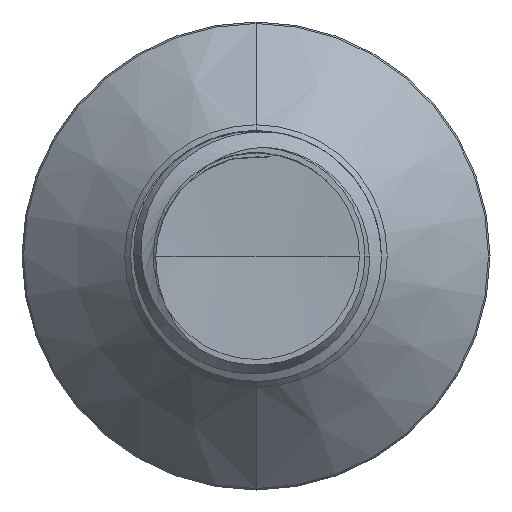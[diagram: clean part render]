
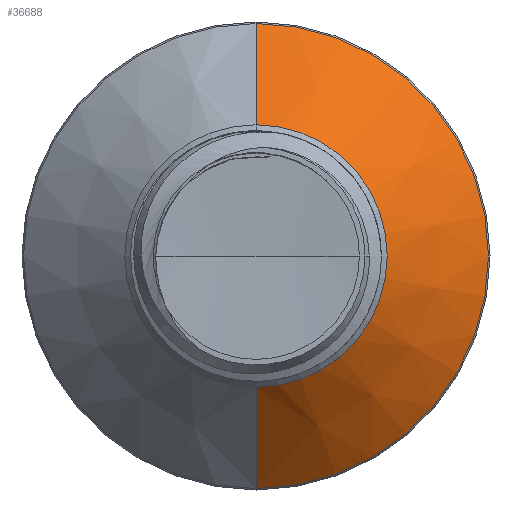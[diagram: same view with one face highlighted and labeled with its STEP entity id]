
A CAD part, front view. The second image highlights one B-rep face of the part: STEP entity #36688.
In plain terms, the highlighted conical face has half-angle 45 degrees and reference radius 1.571 mm.
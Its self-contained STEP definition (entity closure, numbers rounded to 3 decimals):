
#297 = DIRECTION ( 'NONE',  ( 0., 0., 1. ) ) ;
#3144 = DIRECTION ( 'NONE',  ( 0., 0.707, 0.707 ) ) ;
#5888 = VECTOR ( 'NONE', #13072, 1000. ) ;
#8418 = CARTESIAN_POINT ( 'NONE',  ( 0., 13.12, 2.782 ) ) ;
#9320 = EDGE_CURVE ( 'NONE', #21867, #33446, #22523, .T. ) ;
#9531 = DIRECTION ( 'NONE',  ( 0., 1., 0. ) ) ;
#9687 = CARTESIAN_POINT ( 'NONE',  ( 0., 13.12, -2.782 ) ) ;
#10052 = CARTESIAN_POINT ( 'NONE',  ( 0., 11.909, -1.571 ) ) ;
#10064 = CIRCLE ( 'NONE', #30470, 1.571 ) ;
#11335 = DIRECTION ( 'NONE',  ( 0., 0., 1. ) ) ;
#12088 = EDGE_LOOP ( 'NONE', ( #16650, #33109, #35028, #12850 ) ) ;
#12850 = ORIENTED_EDGE ( 'NONE', *, *, #9320, .F. ) ;
#13072 = DIRECTION ( 'NONE',  ( 0., 0.707, -0.707 ) ) ;
#13572 = VECTOR ( 'NONE', #3144, 1000. ) ;
#16650 = ORIENTED_EDGE ( 'NONE', *, *, #29510, .T. ) ;
#17907 = VERTEX_POINT ( 'NONE', #30857 ) ;
#18312 = DIRECTION ( 'NONE',  ( 0., 1., 0. ) ) ;
#19428 = EDGE_CURVE ( 'NONE', #33446, #38895, #20948, .T. ) ;
#20288 = DIRECTION ( 'NONE',  ( 0., 1., 0. ) ) ;
#20948 = CIRCLE ( 'NONE', #34723, 2.782 ) ;
#21867 = VERTEX_POINT ( 'NONE', #33799 ) ;
#22523 = LINE ( 'NONE', #33161, #13572 ) ;
#22883 = LINE ( 'NONE', #10052, #5888 ) ;
#23451 = EDGE_CURVE ( 'NONE', #17907, #38895, #22883, .T. ) ;
#26446 = FACE_OUTER_BOUND ( 'NONE', #12088, .T. ) ;
#27559 = CARTESIAN_POINT ( 'NONE',  ( 0., 11.909, 0. ) ) ;
#29363 = CARTESIAN_POINT ( 'NONE',  ( 0., 11.909, 0. ) ) ;
#29510 = EDGE_CURVE ( 'NONE', #21867, #17907, #10064, .T. ) ;
#30470 = AXIS2_PLACEMENT_3D ( 'NONE', #27559, #9531, #30594 ) ;
#30594 = DIRECTION ( 'NONE',  ( 0., 0., 1. ) ) ;
#30857 = CARTESIAN_POINT ( 'NONE',  ( 0., 11.909, -1.571 ) ) ;
#30942 = AXIS2_PLACEMENT_3D ( 'NONE', #29363, #20288, #11335 ) ;
#32583 = CONICAL_SURFACE ( 'NONE', #30942, 1.571, 0.785 ) ;
#33109 = ORIENTED_EDGE ( 'NONE', *, *, #23451, .T. ) ;
#33161 = CARTESIAN_POINT ( 'NONE',  ( 0., 11.909, 1.571 ) ) ;
#33446 = VERTEX_POINT ( 'NONE', #8418 ) ;
#33799 = CARTESIAN_POINT ( 'NONE',  ( 0., 11.909, 1.571 ) ) ;
#34723 = AXIS2_PLACEMENT_3D ( 'NONE', #36378, #18312, #297 ) ;
#35028 = ORIENTED_EDGE ( 'NONE', *, *, #19428, .F. ) ;
#36378 = CARTESIAN_POINT ( 'NONE',  ( 0., 13.12, 0. ) ) ;
#36688 = ADVANCED_FACE ( 'NONE', ( #26446 ), #32583, .T. ) ;
#38895 = VERTEX_POINT ( 'NONE', #9687 ) ;
